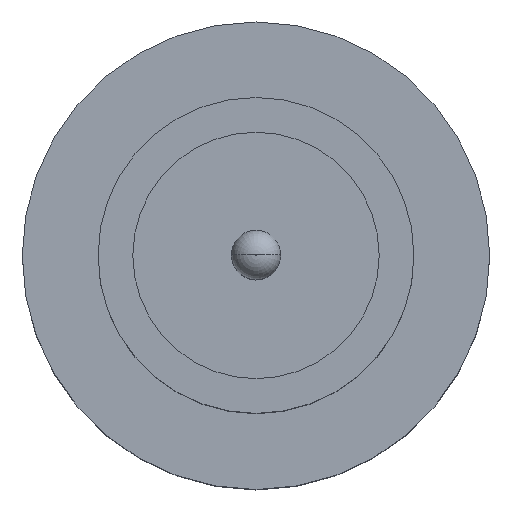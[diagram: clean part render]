
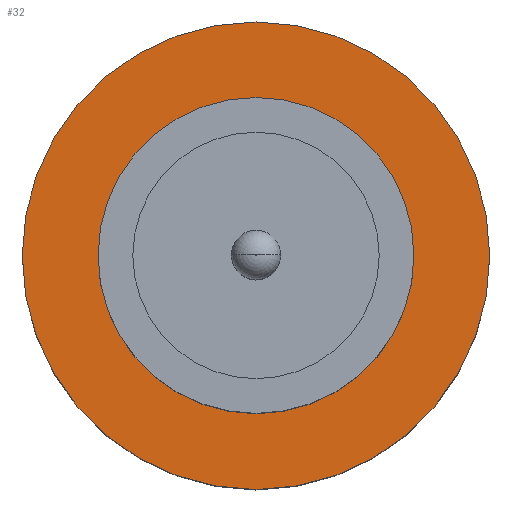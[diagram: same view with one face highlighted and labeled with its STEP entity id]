
A CAD part, top view. The second image highlights one B-rep face of the part: STEP entity #32.
In plain terms, the highlighted planar face has unit normal (0, 0, 1).
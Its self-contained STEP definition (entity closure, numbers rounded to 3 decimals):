
#3 = CARTESIAN_POINT ( 'NONE',  ( -1.85, 0., 1.55 ) ) ;
#12 = CIRCLE ( 'NONE', #238, 1.25 ) ;
#26 = ORIENTED_EDGE ( 'NONE', *, *, #339, .F. ) ;
#32 = ADVANCED_FACE ( 'NONE', ( #600, #581 ), #164, .T. ) ;
#69 = DIRECTION ( 'NONE',  ( 1., 0., 0. ) ) ;
#73 = ORIENTED_EDGE ( 'NONE', *, *, #357, .T. ) ;
#90 = AXIS2_PLACEMENT_3D ( 'NONE', #179, #364, #122 ) ;
#103 = DIRECTION ( 'NONE',  ( 1., 0., 0. ) ) ;
#122 = DIRECTION ( 'NONE',  ( 1., 0., 0. ) ) ;
#150 = EDGE_LOOP ( 'NONE', ( #26, #217 ) ) ;
#164 = PLANE ( 'NONE',  #620 ) ;
#179 = CARTESIAN_POINT ( 'NONE',  ( 0., 0., 1.55 ) ) ;
#202 = EDGE_LOOP ( 'NONE', ( #504, #73 ) ) ;
#217 = ORIENTED_EDGE ( 'NONE', *, *, #254, .F. ) ;
#228 = CIRCLE ( 'NONE', #90, 1.25 ) ;
#238 = AXIS2_PLACEMENT_3D ( 'NONE', #369, #430, #69 ) ;
#254 = EDGE_CURVE ( 'NONE', #593, #643, #228, .T. ) ;
#271 = CARTESIAN_POINT ( 'NONE',  ( 0., 0., 1.55 ) ) ;
#308 = CARTESIAN_POINT ( 'NONE',  ( 1.25, 0., 1.55 ) ) ;
#339 = EDGE_CURVE ( 'NONE', #643, #593, #12, .T. ) ;
#357 = EDGE_CURVE ( 'NONE', #683, #500, #394, .T. ) ;
#359 = CARTESIAN_POINT ( 'NONE',  ( -1.25, 0., 1.55 ) ) ;
#364 = DIRECTION ( 'NONE',  ( 0., 0., 1. ) ) ;
#369 = CARTESIAN_POINT ( 'NONE',  ( 0., 0., 1.55 ) ) ;
#374 = CIRCLE ( 'NONE', #429, 1.85 ) ;
#377 = EDGE_CURVE ( 'NONE', #500, #683, #374, .T. ) ;
#378 = DIRECTION ( 'NONE',  ( 0., 0., 1. ) ) ;
#394 = CIRCLE ( 'NONE', #468, 1.85 ) ;
#429 = AXIS2_PLACEMENT_3D ( 'NONE', #271, #378, #575 ) ;
#430 = DIRECTION ( 'NONE',  ( 0., 0., 1. ) ) ;
#436 = DIRECTION ( 'NONE',  ( 1., 0., 0. ) ) ;
#440 = DIRECTION ( 'NONE',  ( 0., 0., 1. ) ) ;
#444 = CARTESIAN_POINT ( 'NONE',  ( 0., 0., 1.55 ) ) ;
#466 = CARTESIAN_POINT ( 'NONE',  ( 0., 0., 1.55 ) ) ;
#468 = AXIS2_PLACEMENT_3D ( 'NONE', #444, #440, #436 ) ;
#500 = VERTEX_POINT ( 'NONE', #3 ) ;
#504 = ORIENTED_EDGE ( 'NONE', *, *, #377, .T. ) ;
#575 = DIRECTION ( 'NONE',  ( 1., 0., 0. ) ) ;
#581 = FACE_OUTER_BOUND ( 'NONE', #202, .T. ) ;
#593 = VERTEX_POINT ( 'NONE', #359 ) ;
#600 = FACE_BOUND ( 'NONE', #150, .T. ) ;
#620 = AXIS2_PLACEMENT_3D ( 'NONE', #466, #663, #103 ) ;
#643 = VERTEX_POINT ( 'NONE', #308 ) ;
#663 = DIRECTION ( 'NONE',  ( 0., 0., 1. ) ) ;
#683 = VERTEX_POINT ( 'NONE', #742 ) ;
#742 = CARTESIAN_POINT ( 'NONE',  ( 1.85, 0., 1.55 ) ) ;
